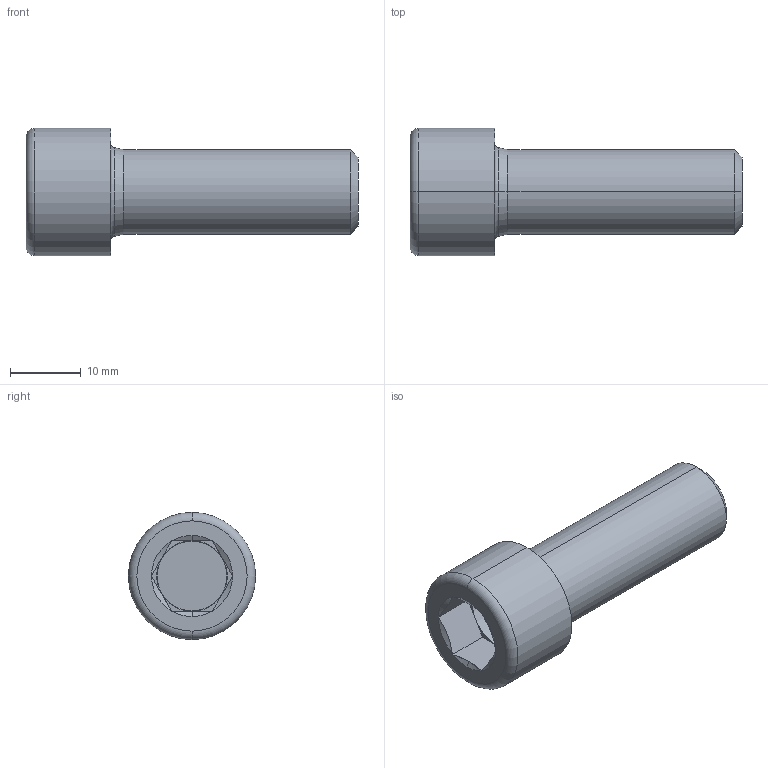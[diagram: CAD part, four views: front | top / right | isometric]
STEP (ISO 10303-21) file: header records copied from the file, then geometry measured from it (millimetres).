
FILE_DESCRIPTION(('HOOPS Exchange Step'),'2;1');
FILE_NAME('export-6237546F-B800-486B-80D3-28D1A9FDEFF7.stp','2022-06-23T11:18:19+02:00',('User'),('Alibre'),'HOOPS Exchange 2021.0','Alibre','Unknown authorisation');
FILE_SCHEMA( ('AP242_MANAGED_MODEL_BASED_3D_ENGINEERING_MIM_LF {1 0 10303 442 1 1 4 }') );
Length unit declared in the file: millimetre
Products named in the file (1): 5963 M12x35 Bolt DIN-912 - 12.9 (uncoated steel)
Bounding box: 47 x 18 x 18 mm (x, y, z)
Surface area: 2557.7 mm2 (no closed solid volume)
Topology: 0 solids, 29 shells, 37 faces, 146 edges, 131 vertices
Faces by surface type: plane 15, cone 12, torus 6, cylinder 4
Entity records: 1620 total; most frequent: CARTESIAN_POINT 346, DIRECTION 269, ORIENTED_EDGE 161, EDGE_CURVE 146, VERTEX_POINT 131, AXIS2_PLACEMENT_3D 99, VECTOR 71, LINE 71
